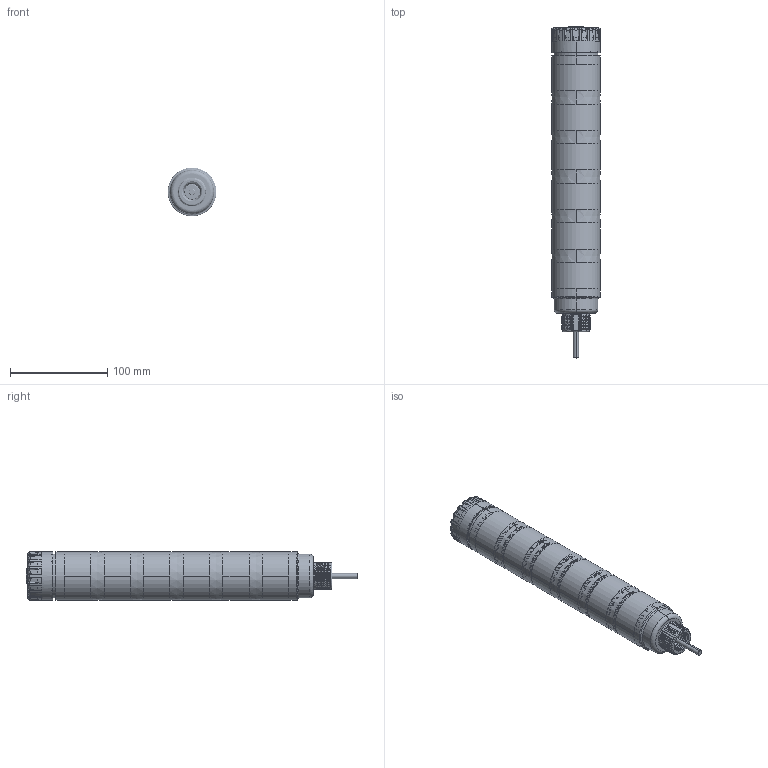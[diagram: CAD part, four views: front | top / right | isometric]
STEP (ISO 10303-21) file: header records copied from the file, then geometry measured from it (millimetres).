
FILE_DESCRIPTION((''),'2;1');
FILE_NAME('175261_ASM','2013-10-02T',('pdmadmin'),(''),'PRO/ENGINEER BY PARAMETRIC TECHNOLOGY CORPORATION, 2012300','PRO/ENGINEER BY PARAMETRIC TECHNOLOGY CORPORATION, 2012300','');
FILE_SCHEMA(('CONFIG_CONTROL_DESIGN'));
Products named in the file (10): 140410; 62676; 62677; CABLE_215; 140427_WEB_MODEL; 140412; 143280; 143281_WEB_MODEL; 143282; 175261_ASM
Assembly tree (18 placements, depth 2):
  175261_ASM
    140410
    62676
    62677
    CABLE_215
    140427_WEB_MODEL  x6
    140412  x5
    143280
    143281_WEB_MODEL
    143282
Bounding box: 50 x 341.25 x 50 mm (x, y, z)
Volume: 180091.7 mm3; surface area: 181855 mm2
Topology: 18 solids, 18 shells, 2687 faces, 7031 edges, 4517 vertices
Faces by surface type: plane 1226, cylinder 755, cone 248, torus 234, bspline 224
Entity records: 80147 total; most frequent: CARTESIAN_POINT 45206, ORIENTED_EDGE 7506, DIRECTION 7077, EDGE_CURVE 3753, AXIS2_PLACEMENT_3D 2775, VERTEX_POINT 2373, EDGE_LOOP 1546, VECTOR 1527
